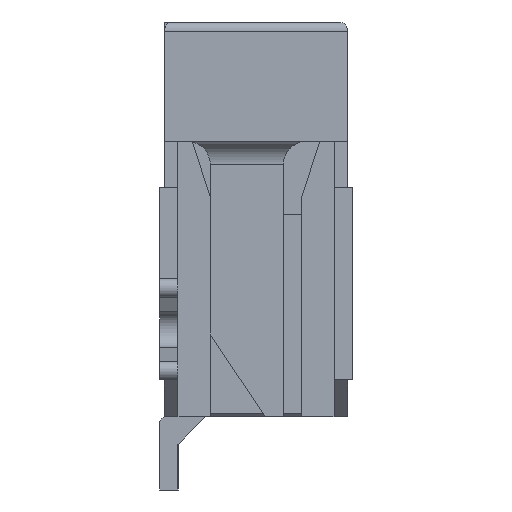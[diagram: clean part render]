
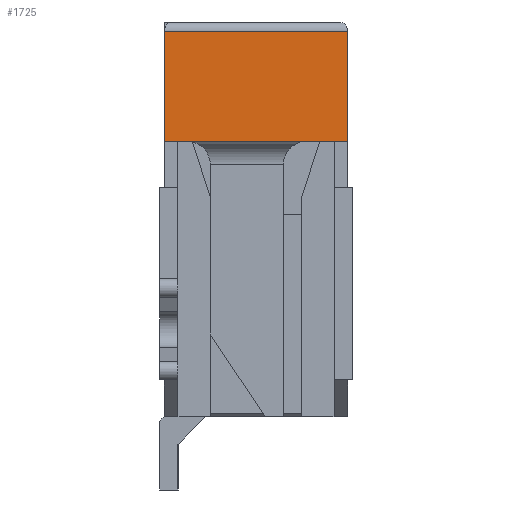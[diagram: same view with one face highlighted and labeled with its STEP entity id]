
A CAD part, left-side view. The second image highlights one B-rep face of the part: STEP entity #1725.
In plain terms, the highlighted planar face has unit normal (-1, 0, 0).
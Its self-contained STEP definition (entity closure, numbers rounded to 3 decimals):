
#1725 = ADVANCED_FACE( '', ( #3347 ), #3348, .T. );
#3347 = FACE_OUTER_BOUND( '', #4950, .T. );
#3348 = PLANE( '', #4951 );
#4950 = EDGE_LOOP( '', ( #9948, #9949, #9950, #9951 ) );
#4951 = AXIS2_PLACEMENT_3D( '', #9952, #9953, #9954 );
#9948 = ORIENTED_EDGE( '', *, *, #12726, .F. );
#9949 = ORIENTED_EDGE( '', *, *, #12746, .T. );
#9950 = ORIENTED_EDGE( '', *, *, #12747, .T. );
#9951 = ORIENTED_EDGE( '', *, *, #12099, .F. );
#9952 = CARTESIAN_POINT( '', ( -7.7, -1., 0.65 ) );
#9953 = DIRECTION( '', ( -1., 0., 0. ) );
#9954 = DIRECTION( '', ( 0., 0., 1. ) );
#12099 = EDGE_CURVE( '', #15252, #15254, #15255, .T. );
#12726 = EDGE_CURVE( '', #14128, #15252, #16018, .T. );
#12746 = EDGE_CURVE( '', #14128, #16038, #16039, .T. );
#12747 = EDGE_CURVE( '', #16038, #15254, #16040, .T. );
#14128 = VERTEX_POINT( '', #18022 );
#15252 = VERTEX_POINT( '', #19715 );
#15254 = VERTEX_POINT( '', #19718 );
#15255 = LINE( '', #19719, #19720 );
#16018 = LINE( '', #20889, #20890 );
#16038 = VERTEX_POINT( '', #20919 );
#16039 = LINE( '', #20920, #20921 );
#16040 = LINE( '', #20922, #20923 );
#18022 = CARTESIAN_POINT( '', ( -7.7, -1., 0.55 ) );
#19715 = CARTESIAN_POINT( '', ( -7.7, -1., -0.65 ) );
#19718 = CARTESIAN_POINT( '', ( -7.7, 1., -0.65 ) );
#19719 = CARTESIAN_POINT( '', ( -7.7, -1., -0.65 ) );
#19720 = VECTOR( '', #22338, 1000. );
#20889 = CARTESIAN_POINT( '', ( -7.7, -1., 0.65 ) );
#20890 = VECTOR( '', #22814, 1000. );
#20919 = CARTESIAN_POINT( '', ( -7.7, 1., 0.55 ) );
#20920 = CARTESIAN_POINT( '', ( -7.7, 1., 0.55 ) );
#20921 = VECTOR( '', #22824, 1000. );
#20922 = CARTESIAN_POINT( '', ( -7.7, 1., 0.65 ) );
#20923 = VECTOR( '', #22825, 1000. );
#22338 = DIRECTION( '', ( 0., 1., 0. ) );
#22814 = DIRECTION( '', ( 0., 0., -1. ) );
#22824 = DIRECTION( '', ( 0., 1., 0. ) );
#22825 = DIRECTION( '', ( 0., 0., -1. ) );
